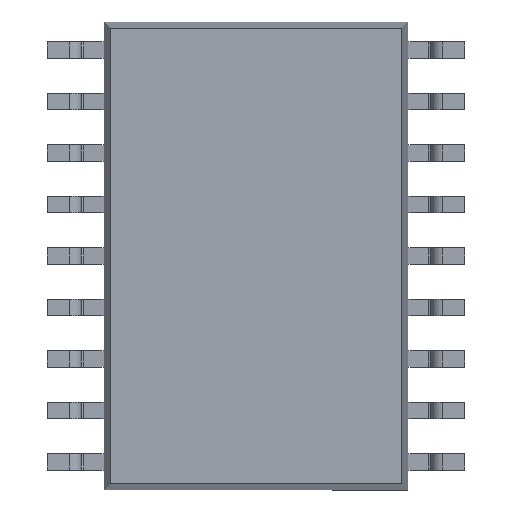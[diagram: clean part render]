
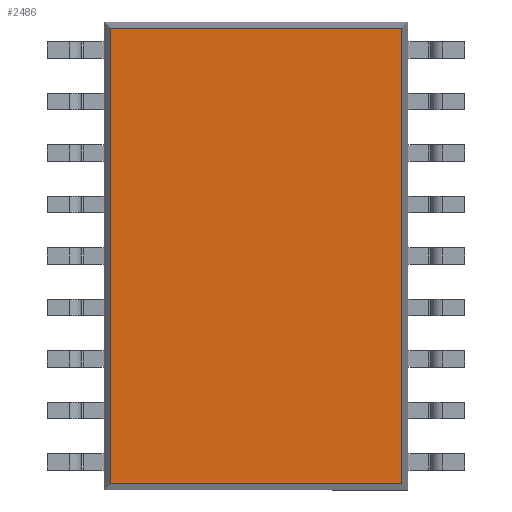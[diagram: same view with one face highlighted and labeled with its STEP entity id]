
A CAD part, front view. The second image highlights one B-rep face of the part: STEP entity #2486.
In plain terms, the highlighted planar face has unit normal (0, -1, 0).
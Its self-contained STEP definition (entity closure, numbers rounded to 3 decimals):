
#293 = DIRECTION ( 'NONE',  ( 1., 0., 0. ) ) ;
#711 = CARTESIAN_POINT ( 'NONE',  ( 3.75, 0.265, 5.624 ) ) ;
#882 = DIRECTION ( 'NONE',  ( 0., 0., 1. ) ) ;
#994 = LINE ( 'NONE', #5335, #3974 ) ;
#1408 = VERTEX_POINT ( 'NONE', #1467 ) ;
#1433 = LINE ( 'NONE', #711, #2226 ) ;
#1434 = CARTESIAN_POINT ( 'NONE',  ( 3.599, 0.265, -5.775 ) ) ;
#1465 = DIRECTION ( 'NONE',  ( 0., 0., -1. ) ) ;
#1467 = CARTESIAN_POINT ( 'NONE',  ( -3.599, 0.265, 5.624 ) ) ;
#1978 = ORIENTED_EDGE ( 'NONE', *, *, #3489, .T. ) ;
#2048 = VERTEX_POINT ( 'NONE', #5275 ) ;
#2226 = VECTOR ( 'NONE', #5773, 1000. ) ;
#2265 = EDGE_CURVE ( 'NONE', #1408, #3858, #7470, .T. ) ;
#2349 = CARTESIAN_POINT ( 'NONE',  ( -3.599, 0.265, 5.775 ) ) ;
#2353 = CARTESIAN_POINT ( 'NONE',  ( -3.599, 0.265, -5.624 ) ) ;
#2428 = ORIENTED_EDGE ( 'NONE', *, *, #2506, .T. ) ;
#2486 = ADVANCED_FACE ( 'NONE', ( #2862 ), #2688, .T. ) ;
#2506 = EDGE_CURVE ( 'NONE', #3858, #4030, #994, .T. ) ;
#2688 = PLANE ( 'NONE',  #7157 ) ;
#2862 = FACE_OUTER_BOUND ( 'NONE', #5517, .T. ) ;
#3172 = VECTOR ( 'NONE', #5590, 1000. ) ;
#3341 = CARTESIAN_POINT ( 'NONE',  ( 0., 0.265, 0. ) ) ;
#3489 = EDGE_CURVE ( 'NONE', #2048, #1408, #1433, .T. ) ;
#3820 = ORIENTED_EDGE ( 'NONE', *, *, #2265, .T. ) ;
#3858 = VERTEX_POINT ( 'NONE', #2353 ) ;
#3974 = VECTOR ( 'NONE', #293, 1000. ) ;
#4030 = VERTEX_POINT ( 'NONE', #6288 ) ;
#4282 = EDGE_CURVE ( 'NONE', #4030, #2048, #7706, .T. ) ;
#4602 = ORIENTED_EDGE ( 'NONE', *, *, #4282, .T. ) ;
#5197 = VECTOR ( 'NONE', #882, 1000. ) ;
#5275 = CARTESIAN_POINT ( 'NONE',  ( 3.599, 0.265, 5.624 ) ) ;
#5286 = DIRECTION ( 'NONE',  ( 0., -1., 0. ) ) ;
#5335 = CARTESIAN_POINT ( 'NONE',  ( -3.75, 0.265, -5.624 ) ) ;
#5517 = EDGE_LOOP ( 'NONE', ( #2428, #4602, #1978, #3820 ) ) ;
#5590 = DIRECTION ( 'NONE',  ( 0., 0., -1. ) ) ;
#5773 = DIRECTION ( 'NONE',  ( -1., 0., 0. ) ) ;
#6288 = CARTESIAN_POINT ( 'NONE',  ( 3.599, 0.265, -5.624 ) ) ;
#7157 = AXIS2_PLACEMENT_3D ( 'NONE', #3341, #5286, #1465 ) ;
#7470 = LINE ( 'NONE', #2349, #3172 ) ;
#7706 = LINE ( 'NONE', #1434, #5197 ) ;
